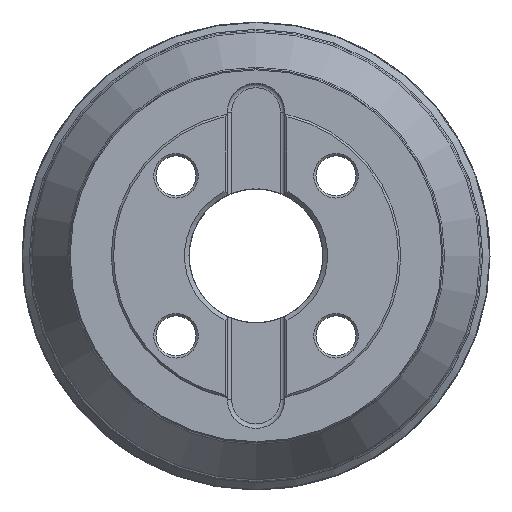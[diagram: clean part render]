
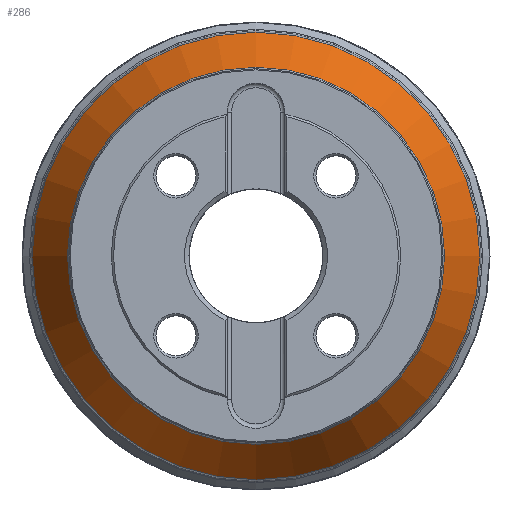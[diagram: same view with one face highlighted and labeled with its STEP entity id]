
A CAD part, top view. The second image highlights one B-rep face of the part: STEP entity #286.
In plain terms, the highlighted conical face has half-angle 30.17 degrees and reference radius 84 mm.
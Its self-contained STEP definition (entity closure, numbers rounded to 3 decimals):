
#225=CONICAL_SURFACE('',#1783,84.,30.17);
#286=ADVANCED_FACE('',(#671,#672),#225,.T.);
#517=CIRCLE('',#1781,100.449);
#518=CIRCLE('',#1782,84.677);
#671=FACE_BOUND('',#865,.T.);
#672=FACE_BOUND('',#866,.T.);
#865=EDGE_LOOP('',(#1085));
#866=EDGE_LOOP('',(#1086));
#1085=ORIENTED_EDGE('',*,*,#1583,.T.);
#1086=ORIENTED_EDGE('',*,*,#1584,.T.);
#1429=VERTEX_POINT('',#2770);
#1430=VERTEX_POINT('',#2772);
#1583=EDGE_CURVE('',#1429,#1429,#517,.T.);
#1584=EDGE_CURVE('',#1430,#1430,#518,.T.);
#1781=AXIS2_PLACEMENT_3D('',#2769,#2080,#2081);
#1782=AXIS2_PLACEMENT_3D('',#2771,#2082,#2083);
#1783=AXIS2_PLACEMENT_3D('',#2773,#2084,#2085);
#2080=DIRECTION('',(0.,0.,1.));
#2081=DIRECTION('',(1.,0.,0.));
#2082=DIRECTION('',(0.,0.,-1.));
#2083=DIRECTION('',(-1.,0.,0.));
#2084=DIRECTION('',(0.,0.,-1.));
#2085=DIRECTION('',(-1.,0.,0.));
#2769=CARTESIAN_POINT('',(0.,0.,-41.297));
#2770=CARTESIAN_POINT('',(100.449,0.,-41.297));
#2771=CARTESIAN_POINT('',(0.,0.,-14.165));
#2772=CARTESIAN_POINT('',(-84.677,0.,-14.165));
#2773=CARTESIAN_POINT('',(0.,0.,-13.));
